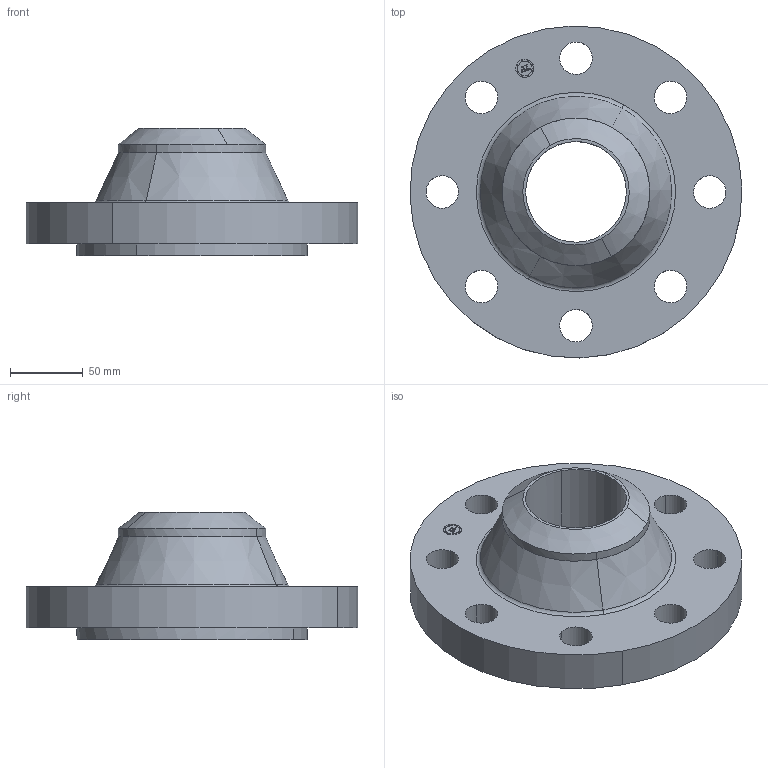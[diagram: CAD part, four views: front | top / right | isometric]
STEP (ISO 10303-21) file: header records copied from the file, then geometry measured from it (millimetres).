
FILE_DESCRIPTION(('3D STEP'),'2;1');
FILE_NAME('3.5-300-WELD-NECK-RTJ-XXH-FLANGE.stp','2013-03-09T12:10:48+00:00',('Texas Flange'),(''),'CATIA Version 5 Release 20 SP 6 (IN-10)','CATIA V5 STEP AP214','800-826-3801');
FILE_SCHEMA(('AUTOMOTIVE_DESIGN { 1 0 10303 214 1 1 1 1 }'));
Length unit declared in the file: inch
Products named in the file (1): 3.5-300-WELD-NECK-RTJ-XXH-FLANGE
Bounding box: 228.54 x 228.54 x 87.45 mm (x, y, z)
Volume: 1365385 mm3; surface area: 142801 mm2
Topology: 1 solids, 1 shells, 429 faces, 1210 edges, 804 vertices
Faces by surface type: plane 371, cylinder 44, cone 8, torus 6
Entity records: 16574 total; most frequent: CARTESIAN_POINT 2503, ORIENTED_EDGE 2420, DIRECTION 2012, EDGE_CURVE 1210, VECTOR 1096, LINE 1096, VERTEX_POINT 804, AXIS2_PLACEMENT_3D 513
